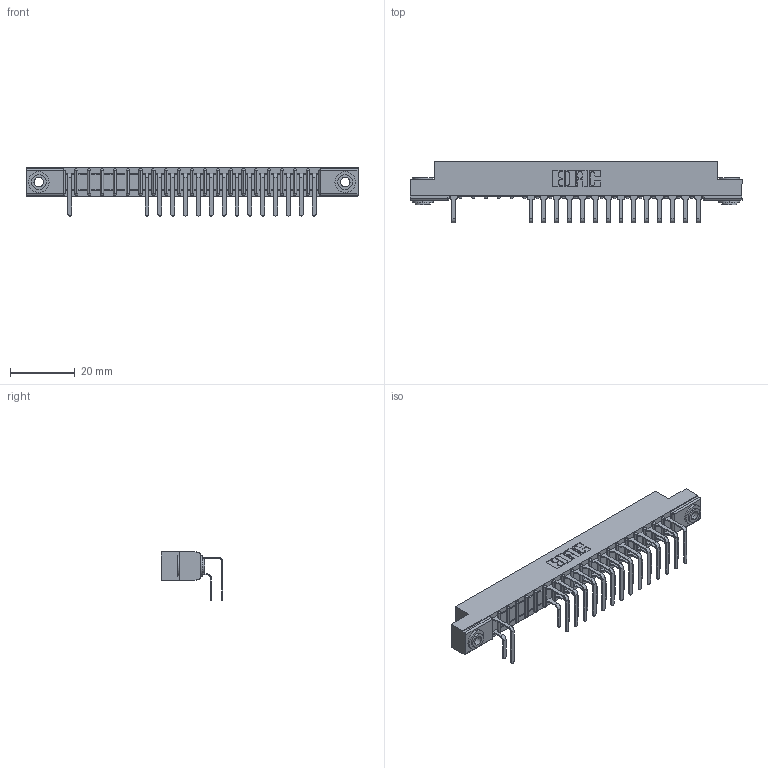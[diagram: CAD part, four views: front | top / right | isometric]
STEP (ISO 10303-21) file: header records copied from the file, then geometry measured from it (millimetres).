
FILE_DESCRIPTION (( 'STEP AP203' ), '1' );
FILE_NAME ('357-020-558-103.STEP', '2018-08-08T07:41:58', ( '' ), ( '' ), 'SwSTEP 2.0', 'SolidWorks 2016', '' );
FILE_SCHEMA (( 'CONFIG_CONTROL_DESIGN' ));
Length unit declared in the file: inch
Products named in the file (5): 357-020-558-103; 307 Part_.156 Dia Mounting Holes; 307-290-001_558 559 - 1 (Single); 307-290-001_558 - 2 (Single); 345-250-002_345-250-002-102
Assembly tree (33 placements, depth 2):
  357-020-558-103
    307 Part_.156 Dia Mounting Holes
    307-290-001_558 559 - 1 (Single)  x15
    307-290-001_558 - 2 (Single)  x15
    345-250-002_345-250-002-102  x2
Bounding box: 102.26 x 18.96 x 14.81 mm (x, y, z)
Volume: 6694 mm3; surface area: 11950.3 mm2
Topology: 33 solids, 33 shells, 1791 faces, 5015 edges, 3242 vertices
Faces by surface type: plane 1144, cylinder 597, sphere 42, cone 8
Entity records: 22690 total; most frequent: CARTESIAN_POINT 3745, ORIENTED_EDGE 3710, DIRECTION 3681, EDGE_CURVE 1855, VECTOR 1405, LINE 1405, VERTEX_POINT 1202, AXIS2_PLACEMENT_3D 1138
